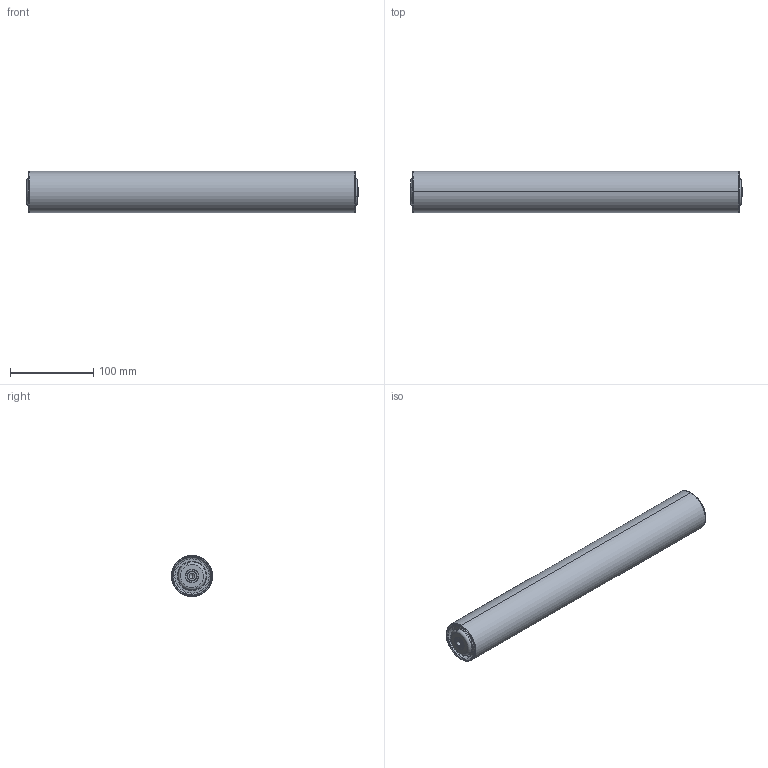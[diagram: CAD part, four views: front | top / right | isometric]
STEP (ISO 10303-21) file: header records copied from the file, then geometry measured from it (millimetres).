
FILE_DESCRIPTION (( 'STEP AP214' ), '1' );
FILE_NAME ('0022778.step', '2022-07-05T08:01:44', ( '' ), ( '' ), 'SwSTEP 2.0', 'SolidWorks 2020', '' );
FILE_SCHEMA (( 'AUTOMOTIVE_DESIGN' ));
Length unit declared in the file: millimetre
Products named in the file (1): 0022778
Bounding box: 400 x 50 x 50 mm (x, y, z)
Volume: 149990.8 mm3; surface area: 163880.8 mm2
Topology: 12 solids, 12 shells, 282 faces, 608 edges, 362 vertices
Faces by surface type: torus 124, cylinder 76, plane 54, cone 28
Entity records: 11039 total; most frequent: DIRECTION 1638, CARTESIAN_POINT 1249, ORIENTED_EDGE 1208, AXIS2_PLACEMENT_3D 751, EDGE_CURVE 604, CIRCLE 468, VERTEX_POINT 362, EDGE_LOOP 320
